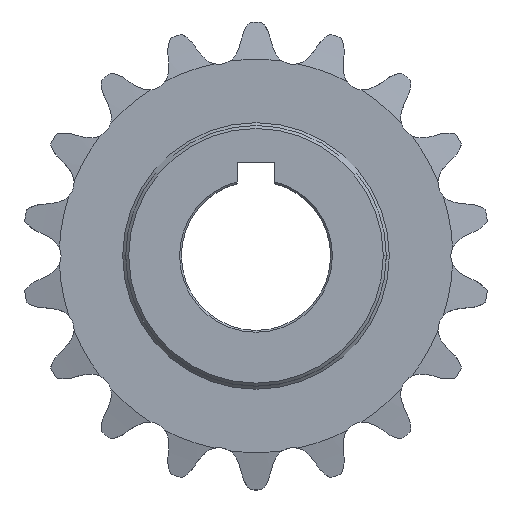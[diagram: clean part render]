
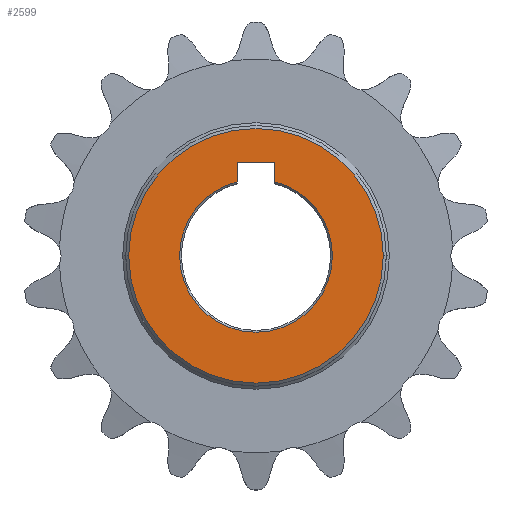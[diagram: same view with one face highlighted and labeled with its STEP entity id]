
A CAD part, top view. The second image highlights one B-rep face of the part: STEP entity #2599.
In plain terms, the highlighted planar face has unit normal (0, 0, 1).
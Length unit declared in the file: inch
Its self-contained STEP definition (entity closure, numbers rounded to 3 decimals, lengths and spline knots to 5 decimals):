
#16 = ORIENTED_EDGE ( 'NONE', *, *, #3168, .T. ) ;
#128 = CIRCLE ( 'NONE', #2044, 0.256 ) ;
#169 = VERTEX_POINT ( 'NONE', #5366 ) ;
#239 = CARTESIAN_POINT ( 'NONE',  ( 0., 0., 0.35 ) ) ;
#349 = DIRECTION ( 'NONE',  ( -1., 0., 0. ) ) ;
#405 = CARTESIAN_POINT ( 'NONE',  ( 0.256, 0., 0.35 ) ) ;
#509 = CARTESIAN_POINT ( 'NONE',  ( -0.256, 0., 0.35 ) ) ;
#599 = DIRECTION ( 'NONE',  ( -1., 0., 0. ) ) ;
#951 = EDGE_CURVE ( 'NONE', #4977, #2405, #6995, .T. ) ;
#965 = DIRECTION ( 'NONE',  ( 0., -1., 0. ) ) ;
#999 = VECTOR ( 'NONE', #965, 39.37008 ) ;
#1010 = DIRECTION ( 'NONE',  ( 0., 0., -1. ) ) ;
#1038 = AXIS2_PLACEMENT_3D ( 'NONE', #2757, #6871, #3344 ) ;
#1055 = VERTEX_POINT ( 'NONE', #405 ) ;
#1202 = EDGE_CURVE ( 'NONE', #4977, #1055, #5736, .T. ) ;
#1212 = EDGE_LOOP ( 'NONE', ( #4140, #4136, #3325, #16, #3414, #7579 ) ) ;
#1497 = CARTESIAN_POINT ( 'NONE',  ( -0.0625, 0.3134, 0.35 ) ) ;
#1537 = DIRECTION ( 'NONE',  ( 0., 0., -1. ) ) ;
#1634 = DIRECTION ( 'NONE',  ( -1., 0., 0. ) ) ;
#1683 = DIRECTION ( 'NONE',  ( 0., 0., -1. ) ) ;
#1818 = CARTESIAN_POINT ( 'NONE',  ( 0., 0., 0.35 ) ) ;
#2029 = CIRCLE ( 'NONE', #5305, 0.4265 ) ;
#2044 = AXIS2_PLACEMENT_3D ( 'NONE', #5064, #1537, #5668 ) ;
#2120 = CARTESIAN_POINT ( 'NONE',  ( 0.0625, 0.24206, 0.35 ) ) ;
#2144 = CARTESIAN_POINT ( 'NONE',  ( 0., 0., 0.35 ) ) ;
#2380 = EDGE_CURVE ( 'NONE', #1055, #3339, #5089, .T. ) ;
#2398 = DIRECTION ( 'NONE',  ( -1., 0., 0. ) ) ;
#2405 = VERTEX_POINT ( 'NONE', #4361 ) ;
#2599 = ADVANCED_FACE ( 'NONE', ( #5907, #4341 ), #3341, .F. ) ;
#2757 = CARTESIAN_POINT ( 'NONE',  ( 0., 0., 0.35 ) ) ;
#2824 = CARTESIAN_POINT ( 'NONE',  ( 0.4265, 0., 0.35 ) ) ;
#3071 = AXIS2_PLACEMENT_3D ( 'NONE', #239, #6814, #1634 ) ;
#3168 = EDGE_CURVE ( 'NONE', #3339, #169, #128, .T. ) ;
#3325 = ORIENTED_EDGE ( 'NONE', *, *, #2380, .T. ) ;
#3339 = VERTEX_POINT ( 'NONE', #509 ) ;
#3341 = PLANE ( 'NONE',  #3071 ) ;
#3344 = DIRECTION ( 'NONE',  ( -1., 0., 0. ) ) ;
#3414 = ORIENTED_EDGE ( 'NONE', *, *, #5935, .F. ) ;
#3713 = EDGE_CURVE ( 'NONE', #2405, #6045, #7092, .T. ) ;
#4136 = ORIENTED_EDGE ( 'NONE', *, *, #1202, .T. ) ;
#4140 = ORIENTED_EDGE ( 'NONE', *, *, #951, .F. ) ;
#4341 = FACE_BOUND ( 'NONE', #1212, .T. ) ;
#4361 = CARTESIAN_POINT ( 'NONE',  ( 0.0625, 0.3134, 0.35 ) ) ;
#4482 = EDGE_CURVE ( 'NONE', #4610, #6032, #2029, .T. ) ;
#4508 = LINE ( 'NONE', #5688, #999 ) ;
#4610 = VERTEX_POINT ( 'NONE', #6096 ) ;
#4977 = VERTEX_POINT ( 'NONE', #7046 ) ;
#4982 = DIRECTION ( 'NONE',  ( 0., 1., 0. ) ) ;
#5032 = ORIENTED_EDGE ( 'NONE', *, *, #4482, .T. ) ;
#5064 = CARTESIAN_POINT ( 'NONE',  ( 0., 0., 0.35 ) ) ;
#5089 = CIRCLE ( 'NONE', #6241, 0.256 ) ;
#5185 = CARTESIAN_POINT ( 'NONE',  ( 0., 0., 0.35 ) ) ;
#5305 = AXIS2_PLACEMENT_3D ( 'NONE', #1818, #5944, #2398 ) ;
#5336 = EDGE_LOOP ( 'NONE', ( #5032, #7037 ) ) ;
#5366 = CARTESIAN_POINT ( 'NONE',  ( -0.0625, 0.24825, 0.35 ) ) ;
#5668 = DIRECTION ( 'NONE',  ( -1., 0., 0. ) ) ;
#5688 = CARTESIAN_POINT ( 'NONE',  ( -0.0625, 0.24206, 0.35 ) ) ;
#5736 = CIRCLE ( 'NONE', #5813, 0.256 ) ;
#5813 = AXIS2_PLACEMENT_3D ( 'NONE', #5185, #1683, #599 ) ;
#5907 = FACE_OUTER_BOUND ( 'NONE', #5336, .T. ) ;
#5935 = EDGE_CURVE ( 'NONE', #6045, #169, #4508, .T. ) ;
#5944 = DIRECTION ( 'NONE',  ( 0., 0., 1. ) ) ;
#5970 = CIRCLE ( 'NONE', #1038, 0.4265 ) ;
#6032 = VERTEX_POINT ( 'NONE', #2824 ) ;
#6045 = VERTEX_POINT ( 'NONE', #6958 ) ;
#6096 = CARTESIAN_POINT ( 'NONE',  ( -0.4265, 0., 0.35 ) ) ;
#6101 = VECTOR ( 'NONE', #349, 39.37008 ) ;
#6241 = AXIS2_PLACEMENT_3D ( 'NONE', #2144, #1010, #6727 ) ;
#6727 = DIRECTION ( 'NONE',  ( -1., 0., 0. ) ) ;
#6814 = DIRECTION ( 'NONE',  ( 0., 0., -1. ) ) ;
#6816 = VECTOR ( 'NONE', #4982, 39.37008 ) ;
#6871 = DIRECTION ( 'NONE',  ( 0., 0., 1. ) ) ;
#6958 = CARTESIAN_POINT ( 'NONE',  ( -0.0625, 0.3134, 0.35 ) ) ;
#6974 = EDGE_CURVE ( 'NONE', #6032, #4610, #5970, .T. ) ;
#6995 = LINE ( 'NONE', #2120, #6816 ) ;
#7037 = ORIENTED_EDGE ( 'NONE', *, *, #6974, .T. ) ;
#7046 = CARTESIAN_POINT ( 'NONE',  ( 0.0625, 0.24825, 0.35 ) ) ;
#7092 = LINE ( 'NONE', #1497, #6101 ) ;
#7579 = ORIENTED_EDGE ( 'NONE', *, *, #3713, .F. ) ;
